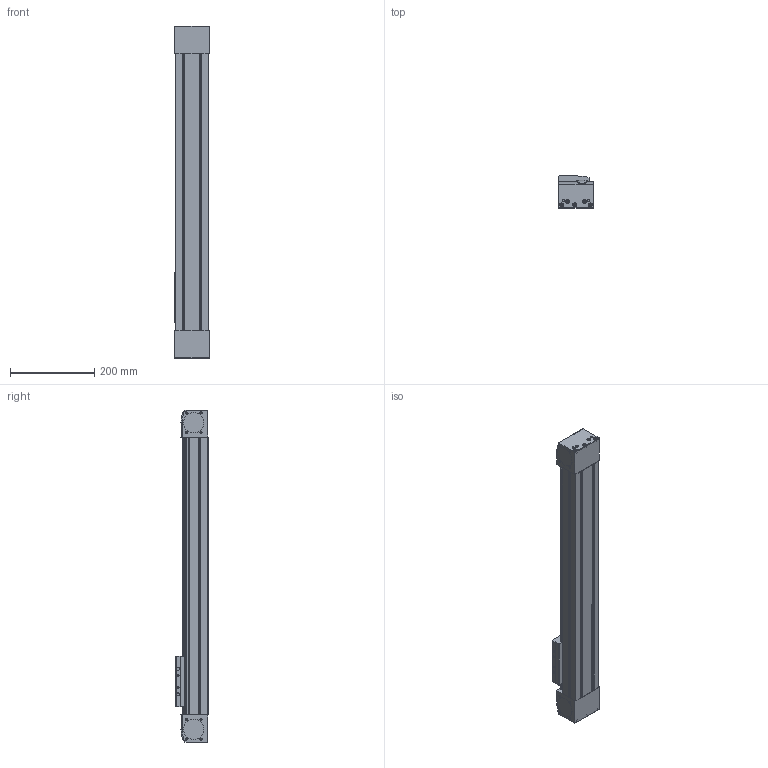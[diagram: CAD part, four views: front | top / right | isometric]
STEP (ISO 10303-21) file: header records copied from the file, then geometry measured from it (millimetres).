
FILE_DESCRIPTION(/* description */ ('STEP AP214'),/* implementation_level */ '2;1');
FILE_NAME(/* name */ '3013354_EGC-80-500-TB-KF-0H-GK',/* time_stamp */ '2024-08-26T08:05:54+02:00',/* author */ ('License CC BY-ND 4.0'),/* organization */ ('CADENAS'),/* preprocessor_version */ 'ST-DEVELOPER v19.3',/* originating_system */ 'PARTsolutions',/* authorisation */ ' ');
FILE_SCHEMA (('MODEL_BASED_INTEGRATED_MANUFACTURING_SCHEMA','AUTOMOTIVE_DESIGN {1 0 10303 214 3 1 1}'));
Length unit declared in the file: millimetre
Products named in the file (7): 3013354 EGC-80-500-TB-KF-0H-GK---(0); EGC-80-TB65678GK0--0---0_0_R0L22000; EGC-80-TB-KF___(0_0_0_Deckel LI); EGC-80-TB-KF_(AK); EGC-80-TB-KF__(CUP); EGC-80-TB-KF___(0_0_Deckel RE); EGC-80-GK-GPTB1----(0)
Assembly tree (9 placements, depth 2):
  3013354 EGC-80-500-TB-KF-0H-GK---(0)
    EGC-80-TB65678GK0--0---0_0_R0L22000
    EGC-80-TB-KF___(0_0_0_Deckel LI)
    EGC-80-TB-KF_(AK)  x2
    EGC-80-TB-KF__(CUP)  x3
    EGC-80-TB-KF___(0_0_Deckel RE)
    EGC-80-GK-GPTB1----(0)
Bounding box: 82 x 76.5 x 786 mm (x, y, z)
Volume: 3281549.8 mm3; surface area: 399469.9 mm2
Topology: 9 solids, 9 shells, 532 faces, 1305 edges, 851 vertices
Faces by surface type: plane 279, cylinder 181, cone 70, torus 2
Full cylindrical faces by diameter (mm): 3.242 x2, 4.134 x30, 4.917 x2, 5 x4, 5.7 x2, 7 x2, 8.5 x6, 9 x6, 9.5 x6, 16 x4, 17.6 x2, 25 x4, 36.3 x2, 42 x2, 46.5 x2, 48 x7
Entity records: 15851 total; most frequent: CARTESIAN_POINT 2558, DIRECTION 2413, ORIENTED_EDGE 2100, EDGE_CURVE 1050, AXIS2_PLACEMENT_3D 897, VERTEX_POINT 792, FACE_BOUND 744, EDGE_LOOP 720
